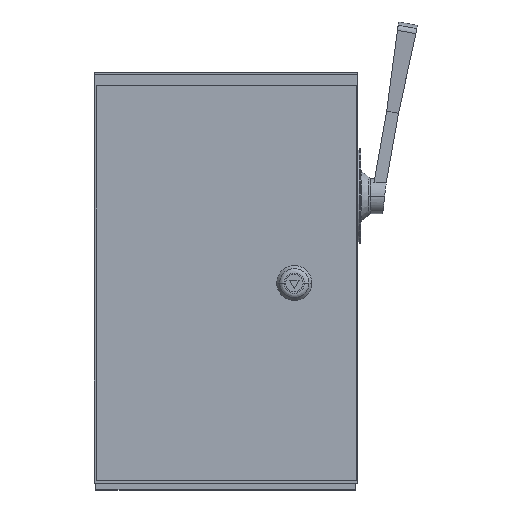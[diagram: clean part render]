
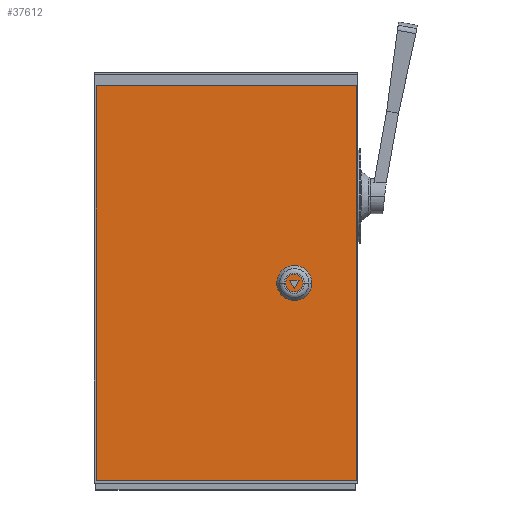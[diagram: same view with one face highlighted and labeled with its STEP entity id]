
A CAD part, top view. The second image highlights one B-rep face of the part: STEP entity #37612.
In plain terms, the highlighted planar face has unit normal (0, 0, 1).
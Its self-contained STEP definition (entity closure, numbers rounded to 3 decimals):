
#2378 = AXIS2_PLACEMENT_3D ( 'NONE', #30103, #67156, #52565 ) ;
#5634 = ORIENTED_EDGE ( 'NONE', *, *, #84487, .T. ) ;
#12069 = FACE_BOUND ( 'NONE', #34992, .T. ) ;
#12729 = CARTESIAN_POINT ( 'NONE',  ( -118.5, 180., 0. ) ) ;
#13068 = AXIS2_PLACEMENT_3D ( 'NONE', #72198, #13073, #28644 ) ;
#13073 = DIRECTION ( 'NONE',  ( 0., 0., 1. ) ) ;
#15406 = ORIENTED_EDGE ( 'NONE', *, *, #15458, .F. ) ;
#15458 = EDGE_CURVE ( 'NONE', #26934, #38635, #47918, .T. ) ;
#21399 = CARTESIAN_POINT ( 'NONE',  ( 118.5, 180., 0. ) ) ;
#22922 = LINE ( 'NONE', #67163, #46211 ) ;
#22946 = DIRECTION ( 'NONE',  ( -1., 0., 0. ) ) ;
#25512 = DIRECTION ( 'NONE',  ( 1., 0., 0. ) ) ;
#26934 = VERTEX_POINT ( 'NONE', #78642 ) ;
#28093 = VECTOR ( 'NONE', #80519, 1000. ) ;
#28249 = EDGE_LOOP ( 'NONE', ( #88421, #15406, #5634, #45743 ) ) ;
#28644 = DIRECTION ( 'NONE',  ( 1., 0., 0. ) ) ;
#28944 = AXIS2_PLACEMENT_3D ( 'NONE', #84936, #62584, #25512 ) ;
#30103 = CARTESIAN_POINT ( 'NONE',  ( -62., 0., 0. ) ) ;
#32164 = EDGE_CURVE ( 'NONE', #38635, #78892, #90272, .T. ) ;
#32821 = CARTESIAN_POINT ( 'NONE',  ( -118.5, 180., 0. ) ) ;
#33811 = EDGE_CURVE ( 'NONE', #76618, #78892, #63230, .T. ) ;
#34992 = EDGE_LOOP ( 'NONE', ( #56432, #95412 ) ) ;
#36121 = DIRECTION ( 'NONE',  ( 0., -1., 0. ) ) ;
#36504 = FACE_OUTER_BOUND ( 'NONE', #28249, .T. ) ;
#37612 = ADVANCED_FACE ( 'NONE', ( #12069, #36504 ), #75846, .T. ) ;
#38635 = VERTEX_POINT ( 'NONE', #74152 ) ;
#41956 = CARTESIAN_POINT ( 'NONE',  ( -118.5, -180., 0. ) ) ;
#45743 = ORIENTED_EDGE ( 'NONE', *, *, #33811, .T. ) ;
#46211 = VECTOR ( 'NONE', #22946, 1000. ) ;
#47918 = LINE ( 'NONE', #21399, #28093 ) ;
#50832 = VECTOR ( 'NONE', #91562, 1000. ) ;
#52565 = DIRECTION ( 'NONE',  ( 1., 0., 0. ) ) ;
#56432 = ORIENTED_EDGE ( 'NONE', *, *, #81228, .F. ) ;
#62584 = DIRECTION ( 'NONE',  ( 0., 0., 1. ) ) ;
#63230 = LINE ( 'NONE', #12729, #73621 ) ;
#66061 = CIRCLE ( 'NONE', #2378, 1.5 ) ;
#67156 = DIRECTION ( 'NONE',  ( 0., 0., 1. ) ) ;
#67162 = VERTEX_POINT ( 'NONE', #79701 ) ;
#67163 = CARTESIAN_POINT ( 'NONE',  ( -118.5, 180., 0. ) ) ;
#72198 = CARTESIAN_POINT ( 'NONE',  ( -62., 0., 0. ) ) ;
#73621 = VECTOR ( 'NONE', #36121, 1000. ) ;
#74152 = CARTESIAN_POINT ( 'NONE',  ( 118.5, -180., 0. ) ) ;
#74506 = VERTEX_POINT ( 'NONE', #80875 ) ;
#75846 = PLANE ( 'NONE',  #28944 ) ;
#76618 = VERTEX_POINT ( 'NONE', #32821 ) ;
#78642 = CARTESIAN_POINT ( 'NONE',  ( 118.5, 180., 0. ) ) ;
#78892 = VERTEX_POINT ( 'NONE', #41956 ) ;
#79701 = CARTESIAN_POINT ( 'NONE',  ( -63.5, 0., 0. ) ) ;
#80519 = DIRECTION ( 'NONE',  ( 0., -1., 0. ) ) ;
#80535 = CIRCLE ( 'NONE', #13068, 1.5 ) ;
#80875 = CARTESIAN_POINT ( 'NONE',  ( -60.5, 0., 0. ) ) ;
#81228 = EDGE_CURVE ( 'NONE', #74506, #67162, #80535, .T. ) ;
#84487 = EDGE_CURVE ( 'NONE', #26934, #76618, #22922, .T. ) ;
#84936 = CARTESIAN_POINT ( 'NONE',  ( -118.5, 180., 0. ) ) ;
#88421 = ORIENTED_EDGE ( 'NONE', *, *, #32164, .F. ) ;
#90061 = EDGE_CURVE ( 'NONE', #67162, #74506, #66061, .T. ) ;
#90272 = LINE ( 'NONE', #91237, #50832 ) ;
#91237 = CARTESIAN_POINT ( 'NONE',  ( -118.5, -180., 0. ) ) ;
#91562 = DIRECTION ( 'NONE',  ( -1., 0., 0. ) ) ;
#95412 = ORIENTED_EDGE ( 'NONE', *, *, #90061, .F. ) ;
